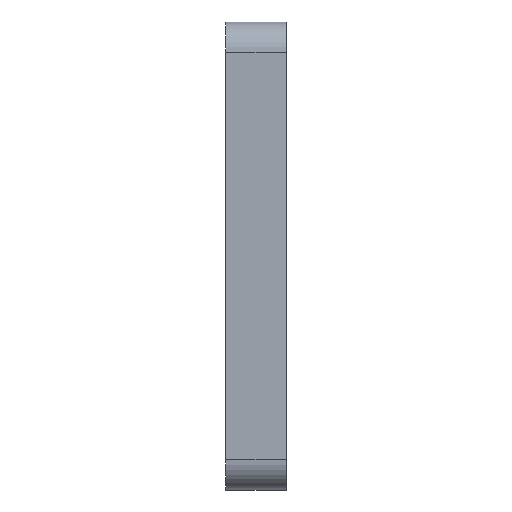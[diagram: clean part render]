
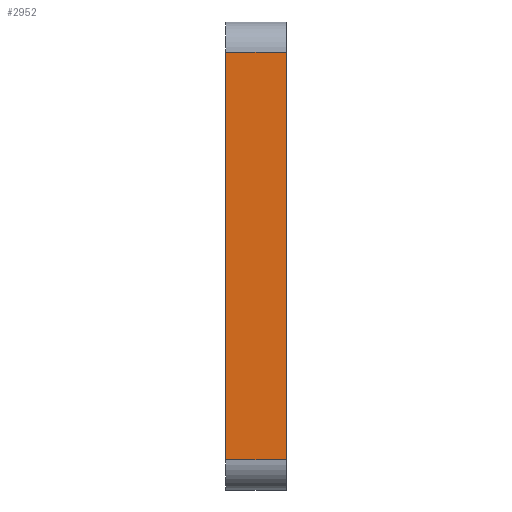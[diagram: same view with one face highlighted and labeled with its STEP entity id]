
A CAD part, left-side view. The second image highlights one B-rep face of the part: STEP entity #2952.
In plain terms, the highlighted planar face has unit normal (-1, 0, 0).
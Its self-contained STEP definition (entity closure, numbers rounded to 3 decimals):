
#6 = EDGE_LOOP ( 'NONE', ( #14913, #10509, #8652, #11752 ) ) ;
#2026 = EDGE_CURVE ( 'NONE', #2338, #9507, #16664, .T. ) ;
#2338 = VERTEX_POINT ( 'NONE', #14662 ) ;
#2487 = DIRECTION ( 'NONE',  ( 1., 0., 0. ) ) ;
#2952 = ADVANCED_FACE ( 'NONE', ( #13239 ), #5177, .F. ) ;
#3386 = LINE ( 'NONE', #6038, #16652 ) ;
#4640 = AXIS2_PLACEMENT_3D ( 'NONE', #16598, #2487, #8792 ) ;
#5177 = PLANE ( 'NONE',  #4640 ) ;
#5311 = EDGE_CURVE ( 'NONE', #2338, #8693, #3386, .T. ) ;
#6038 = CARTESIAN_POINT ( 'NONE',  ( -15.5, 4., -13.5 ) ) ;
#6386 = CARTESIAN_POINT ( 'NONE',  ( -15.5, 4., 13.5 ) ) ;
#6593 = CARTESIAN_POINT ( 'NONE',  ( -15.5, 4., -15.5 ) ) ;
#7614 = CARTESIAN_POINT ( 'NONE',  ( -15.5, 0., -13.5 ) ) ;
#8652 = ORIENTED_EDGE ( 'NONE', *, *, #2026, .F. ) ;
#8693 = VERTEX_POINT ( 'NONE', #7614 ) ;
#8784 = DIRECTION ( 'NONE',  ( 0., -1., 0. ) ) ;
#8792 = DIRECTION ( 'NONE',  ( 0., 0., -1. ) ) ;
#9507 = VERTEX_POINT ( 'NONE', #9826 ) ;
#9672 = EDGE_CURVE ( 'NONE', #12935, #9507, #11179, .T. ) ;
#9826 = CARTESIAN_POINT ( 'NONE',  ( -15.5, 4., 13.5 ) ) ;
#9979 = VECTOR ( 'NONE', #11754, 1000. ) ;
#10509 = ORIENTED_EDGE ( 'NONE', *, *, #9672, .T. ) ;
#11179 = LINE ( 'NONE', #6386, #15780 ) ;
#11752 = ORIENTED_EDGE ( 'NONE', *, *, #5311, .T. ) ;
#11754 = DIRECTION ( 'NONE',  ( 0., 0., 1. ) ) ;
#12935 = VERTEX_POINT ( 'NONE', #13386 ) ;
#13169 = DIRECTION ( 'NONE',  ( 0., 0., 1. ) ) ;
#13239 = FACE_OUTER_BOUND ( 'NONE', #6, .T. ) ;
#13386 = CARTESIAN_POINT ( 'NONE',  ( -15.5, 0., 13.5 ) ) ;
#14662 = CARTESIAN_POINT ( 'NONE',  ( -15.5, 4., -13.5 ) ) ;
#14913 = ORIENTED_EDGE ( 'NONE', *, *, #14956, .T. ) ;
#14956 = EDGE_CURVE ( 'NONE', #8693, #12935, #15189, .T. ) ;
#15189 = LINE ( 'NONE', #15673, #9979 ) ;
#15673 = CARTESIAN_POINT ( 'NONE',  ( -15.5, 0., -15.5 ) ) ;
#15780 = VECTOR ( 'NONE', #16505, 1000. ) ;
#16458 = VECTOR ( 'NONE', #13169, 1000. ) ;
#16505 = DIRECTION ( 'NONE',  ( 0., 1., 0. ) ) ;
#16598 = CARTESIAN_POINT ( 'NONE',  ( -15.5, 4., -15.5 ) ) ;
#16652 = VECTOR ( 'NONE', #8784, 1000. ) ;
#16664 = LINE ( 'NONE', #6593, #16458 ) ;
